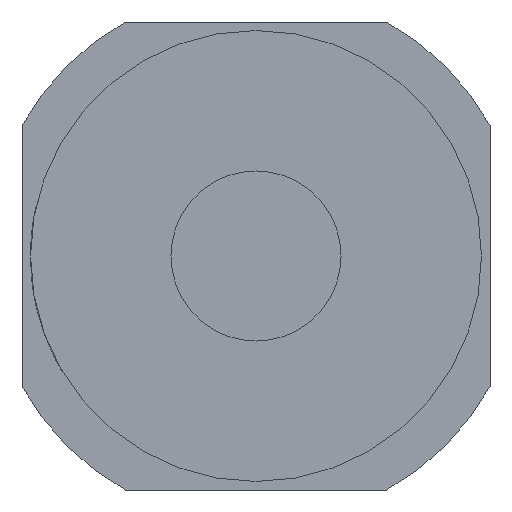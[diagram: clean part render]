
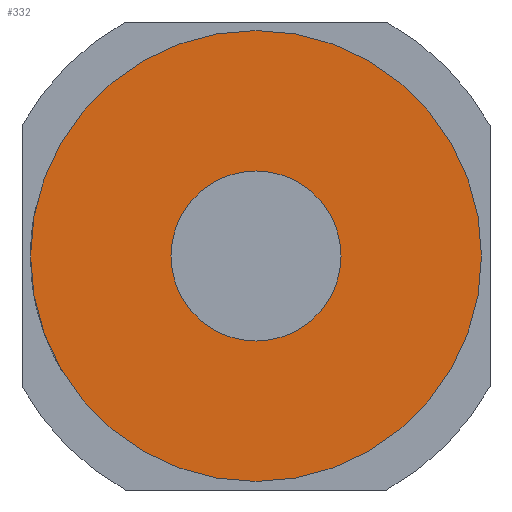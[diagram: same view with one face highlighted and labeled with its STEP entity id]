
A CAD part, left-side view. The second image highlights one B-rep face of the part: STEP entity #332.
In plain terms, the highlighted planar face has unit normal (-1, 0, 0).
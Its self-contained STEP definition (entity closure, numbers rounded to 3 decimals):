
#285 = EDGE_CURVE ( 'NONE', #7223, #7224, #5830, .T. ) ;
#289 = EDGE_CURVE ( 'NONE', #7228, #7229, #5835, .T. ) ;
#318 = EDGE_CURVE ( 'NONE', #7229, #7228, #5877, .T. ) ;
#319 = EDGE_CURVE ( 'NONE', #7224, #7223, #5879, .T. ) ;
#332 = ADVANCED_FACE ( 'NONE', ( #6097, #6099 ), #6100, .F. ) ;
#5776 = CARTESIAN_POINT ( 'NONE',  ( 0., 0., 0. ) ) ;
#5777 = DIRECTION ( 'NONE',  ( -1., 0., 0. ) ) ;
#5778 = DIRECTION ( 'NONE',  ( 0., 0., 1. ) ) ;
#5830 = CIRCLE ( 'NONE', #5833, 26.5 ) ;
#5833 = AXIS2_PLACEMENT_3D ( 'NONE', #5776, #5777, #5778 ) ;
#5835 = CIRCLE ( 'NONE', #5839, 10. ) ;
#5839 = AXIS2_PLACEMENT_3D ( 'NONE', #5940, #5941, #5942 ) ;
#5877 = CIRCLE ( 'NONE', #5880, 10. ) ;
#5879 = CIRCLE ( 'NONE', #5882, 26.5 ) ;
#5880 = AXIS2_PLACEMENT_3D ( 'NONE', #6026, #6027, #6028 ) ;
#5882 = AXIS2_PLACEMENT_3D ( 'NONE', #6030, #6031, #6032 ) ;
#5897 = AXIS2_PLACEMENT_3D ( 'NONE', #6096, #6094, #6102 ) ;
#5940 = CARTESIAN_POINT ( 'NONE',  ( 0., 0., 0. ) ) ;
#5941 = DIRECTION ( 'NONE',  ( -1., 0., 0. ) ) ;
#5942 = DIRECTION ( 'NONE',  ( 0., 0., 1. ) ) ;
#6026 = CARTESIAN_POINT ( 'NONE',  ( 0., 0., 0. ) ) ;
#6027 = DIRECTION ( 'NONE',  ( -1., 0., 0. ) ) ;
#6028 = DIRECTION ( 'NONE',  ( 0., 0., 1. ) ) ;
#6030 = CARTESIAN_POINT ( 'NONE',  ( 0., 0., 0. ) ) ;
#6031 = DIRECTION ( 'NONE',  ( -1., 0., 0. ) ) ;
#6032 = DIRECTION ( 'NONE',  ( 0., 0., 1. ) ) ;
#6094 = DIRECTION ( 'NONE',  ( 1., 0., 0. ) ) ;
#6096 = CARTESIAN_POINT ( 'NONE',  ( 0., 10., 0. ) ) ;
#6097 = FACE_BOUND ( 'NONE', #7075, .T. ) ;
#6099 = FACE_OUTER_BOUND ( 'NONE', #7077, .T. ) ;
#6100 = PLANE ( 'NONE',  #5897 ) ;
#6102 = DIRECTION ( 'NONE',  ( 0., 0., -1. ) ) ;
#6793 = CARTESIAN_POINT ( 'NONE',  ( 0., 0., 26.5 ) ) ;
#6794 = CARTESIAN_POINT ( 'NONE',  ( 0., 0., -26.5 ) ) ;
#6798 = CARTESIAN_POINT ( 'NONE',  ( 0., 0., -10. ) ) ;
#6799 = CARTESIAN_POINT ( 'NONE',  ( 0., 0., 10. ) ) ;
#7075 = EDGE_LOOP ( 'NONE', ( #7430, #7431 ) ) ;
#7077 = EDGE_LOOP ( 'NONE', ( #7432, #7433 ) ) ;
#7223 = VERTEX_POINT ( 'NONE', #6793 ) ;
#7224 = VERTEX_POINT ( 'NONE', #6794 ) ;
#7228 = VERTEX_POINT ( 'NONE', #6798 ) ;
#7229 = VERTEX_POINT ( 'NONE', #6799 ) ;
#7430 = ORIENTED_EDGE ( 'NONE', *, *, #318, .F. ) ;
#7431 = ORIENTED_EDGE ( 'NONE', *, *, #289, .F. ) ;
#7432 = ORIENTED_EDGE ( 'NONE', *, *, #285, .T. ) ;
#7433 = ORIENTED_EDGE ( 'NONE', *, *, #319, .T. ) ;
